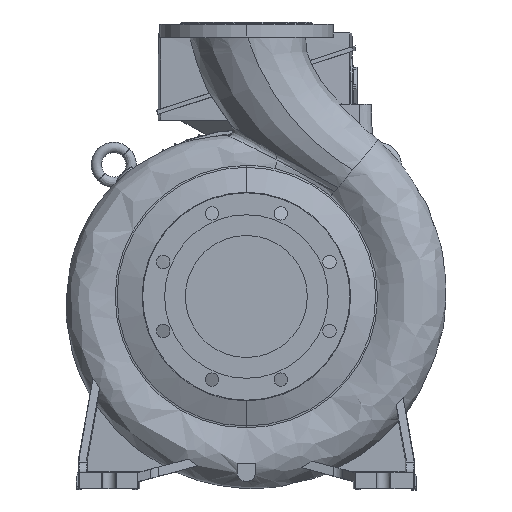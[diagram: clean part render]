
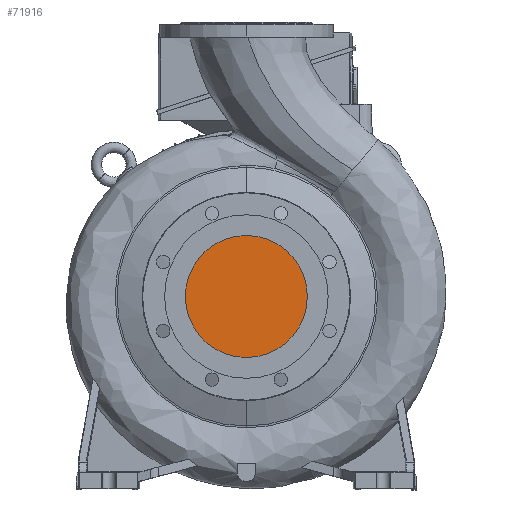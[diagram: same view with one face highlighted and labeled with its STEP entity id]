
A CAD part, top view. The second image highlights one B-rep face of the part: STEP entity #71916.
In plain terms, the highlighted planar face has unit normal (0, 0, 1).
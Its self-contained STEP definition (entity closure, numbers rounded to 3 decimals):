
#3766 = CARTESIAN_POINT ( 'NONE',  ( -120., 120., 140. ) ) ;
#26961 = DIRECTION ( 'NONE',  ( 0., 0., 1. ) ) ;
#29286 = DIRECTION ( 'NONE',  ( 0., 0., 1. ) ) ;
#40088 = VERTEX_POINT ( 'NONE', #105342 ) ;
#45522 = EDGE_CURVE ( 'NONE', #106047, #40088, #77628, .T. ) ;
#51545 = DIRECTION ( 'NONE',  ( 0., -1., 0. ) ) ;
#58415 = ORIENTED_EDGE ( 'NONE', *, *, #119915, .T. ) ;
#59853 = AXIS2_PLACEMENT_3D ( 'NONE', #95065, #29286, #87596 ) ;
#60856 = PLANE ( 'NONE',  #72666 ) ;
#61466 = DIRECTION ( 'NONE',  ( 0., 0., 1. ) ) ;
#71916 = ADVANCED_FACE ( 'NONE', ( #108000 ), #60856, .T. ) ;
#72666 = AXIS2_PLACEMENT_3D ( 'NONE', #3766, #61466, #51545 ) ;
#77628 = CIRCLE ( 'NONE', #59853, 100. ) ;
#86974 = CIRCLE ( 'NONE', #116689, 100. ) ;
#87596 = DIRECTION ( 'NONE',  ( 0., -1., 0. ) ) ;
#89948 = CARTESIAN_POINT ( 'NONE',  ( 0., 100., 140. ) ) ;
#94207 = EDGE_LOOP ( 'NONE', ( #58415, #104355 ) ) ;
#95065 = CARTESIAN_POINT ( 'NONE',  ( 0., 0., 140. ) ) ;
#100205 = CARTESIAN_POINT ( 'NONE',  ( 0., 0., 140. ) ) ;
#102043 = DIRECTION ( 'NONE',  ( 0., -1., 0. ) ) ;
#104355 = ORIENTED_EDGE ( 'NONE', *, *, #45522, .T. ) ;
#105342 = CARTESIAN_POINT ( 'NONE',  ( 0., -100., 140. ) ) ;
#106047 = VERTEX_POINT ( 'NONE', #89948 ) ;
#108000 = FACE_OUTER_BOUND ( 'NONE', #94207, .T. ) ;
#116689 = AXIS2_PLACEMENT_3D ( 'NONE', #100205, #26961, #102043 ) ;
#119915 = EDGE_CURVE ( 'NONE', #40088, #106047, #86974, .T. ) ;
